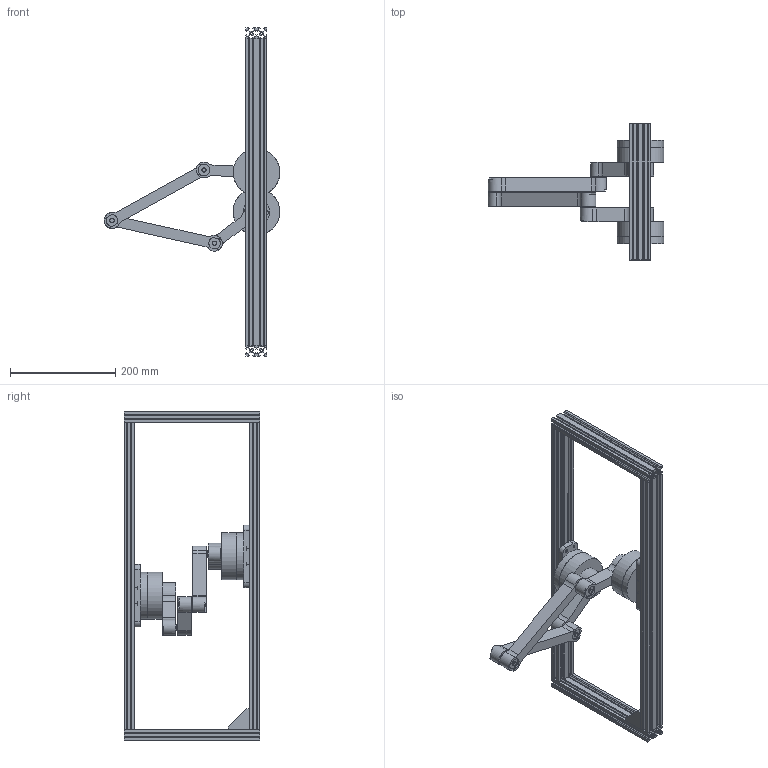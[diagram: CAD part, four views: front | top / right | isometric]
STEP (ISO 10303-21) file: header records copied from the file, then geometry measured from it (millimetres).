
FILE_DESCRIPTION(/* description */ (''),/* implementation_level */ '2;1');
FILE_NAME(/* name */ '5_bar.stp',/* time_stamp */ '2025-04-22T17:24:30-05:00',/* author */ ('jp.reyesf'),/* organization */ (''),/* preprocessor_version */ 'ST-DEVELOPER v20',/* originating_system */ 'Autodesk Inventor 2024',/* authorisation */ '');
FILE_SCHEMA (('AUTOMOTIVE_DESIGN { 1 0 10303 214 3 1 1 }'));
Length unit declared in the file: inch
Products named in the file (18): 5 Barras Version 0; Proximal Link 1; Distal Link 1; Distal Link 2; Proximal Link 2; Motor 1 Stator; Motor 1 Rotor; Motor 2 Stator; Motor 2 Rotor; Solid35; Solid37; Solid38; Spacer 2; Solid40; separator; rod; Spacer; Bearing
Assembly tree (37 placements, depth 2):
  5 Barras Version 0
    Proximal Link 1
    Distal Link 1
    Distal Link 2
    Proximal Link 2
    Motor 1 Stator
    Motor 1 Rotor
    Motor 2 Stator
    Motor 2 Rotor
    Solid35
    Solid37
    Solid38
    Spacer 2
    Solid40
    separator  x3
    Spacer  x6
    Bearing  x12
    rod  x3
Bounding box: 334.67 x 259 x 625 mm (x, y, z)
Volume: 1654670.2 mm3; surface area: 739591.8 mm2
Topology: 39 solids, 39 shells, 786 faces, 1974 edges, 1304 vertices
Faces by surface type: plane 615, cylinder 171
Full cylindrical faces by diameter (mm): 4.2 x8, 4.3 x32, 5.3 x12, 7 x6, 8 x21, 8.3 x3, 10 x12, 12 x3, 19.8 x6, 21.8 x6, 22 x12, 22.1 x6, 89 x4
Entity records: 22529 total; most frequent: CARTESIAN_POINT 3803, ORIENTED_EDGE 3688, DIRECTION 3624, EDGE_CURVE 1844, LINE 1558, VECTOR 1558, VERTEX_POINT 1212, AXIS2_PLACEMENT_3D 1033
